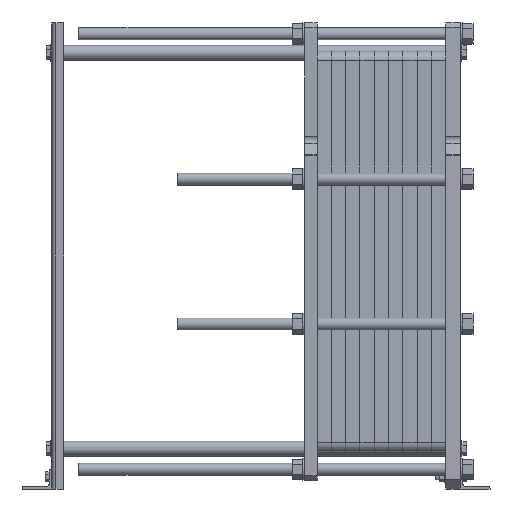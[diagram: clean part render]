
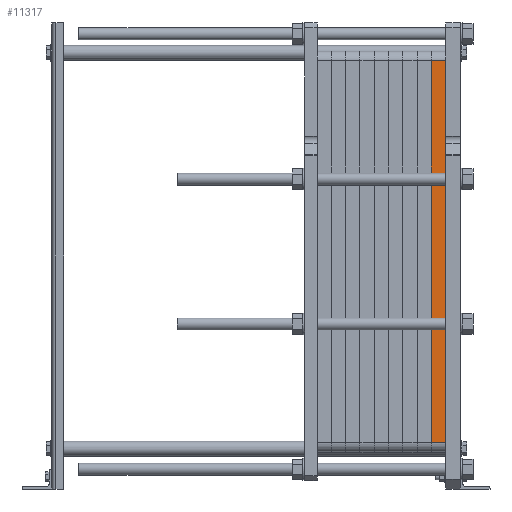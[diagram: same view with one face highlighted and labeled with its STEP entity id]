
A CAD part, left-side view. The second image highlights one B-rep face of the part: STEP entity #11317.
In plain terms, the highlighted planar face has unit normal (-1, 0, 0).
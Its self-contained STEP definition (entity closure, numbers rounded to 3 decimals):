
#2211=LINE('',#18343,#3424);
#2216=LINE('',#18357,#3429);
#2219=LINE('',#18367,#3432);
#2223=LINE('',#18374,#3436);
#3424=VECTOR('',#14687,1.);
#3429=VECTOR('',#14702,1.);
#3432=VECTOR('',#14711,1.);
#3436=VECTOR('',#14721,1.);
#4719=FACE_OUTER_BOUND('',#5462,.T.);
#5462=EDGE_LOOP('',(#10152,#10153,#10154,#10155));
#6895=VERTEX_POINT('',#18328);
#6902=VERTEX_POINT('',#18341);
#6906=VERTEX_POINT('',#18355);
#6910=VERTEX_POINT('',#18365);
#7997=EDGE_CURVE('',#6902,#6895,#2211,.T.);
#8004=EDGE_CURVE('',#6906,#6902,#2216,.T.);
#8009=EDGE_CURVE('',#6910,#6906,#2219,.T.);
#8013=EDGE_CURVE('',#6895,#6910,#2223,.T.);
#10152=ORIENTED_EDGE('',*,*,#8009,.F.);
#10153=ORIENTED_EDGE('',*,*,#8013,.F.);
#10154=ORIENTED_EDGE('',*,*,#7997,.F.);
#10155=ORIENTED_EDGE('',*,*,#8004,.F.);
#10844=PLANE('',#12104);
#11317=ADVANCED_FACE('',(#4719),#10844,.T.);
#12104=AXIS2_PLACEMENT_3D('',#18376,#14724,#14725);
#14687=DIRECTION('',(0.,0.,1.));
#14702=DIRECTION('',(0.,1.,0.));
#14711=DIRECTION('',(0.,0.,-1.));
#14721=DIRECTION('',(0.,-1.,0.));
#14724=DIRECTION('center_axis',(-1.,0.,0.));
#14725=DIRECTION('ref_axis',(0.,0.,-1.));
#18328=CARTESIAN_POINT('',(-153.5,29.,869.));
#18341=CARTESIAN_POINT('',(-153.5,29.,95.));
#18343=CARTESIAN_POINT('',(-153.5,29.,95.));
#18355=CARTESIAN_POINT('',(-153.5,0.,95.));
#18357=CARTESIAN_POINT('',(-153.5,5.,95.));
#18365=CARTESIAN_POINT('',(-153.5,0.,869.));
#18367=CARTESIAN_POINT('',(-153.5,0.,937.6));
#18374=CARTESIAN_POINT('',(-153.5,5.,869.));
#18376=CARTESIAN_POINT('Origin',(-153.5,5.,920.013));
